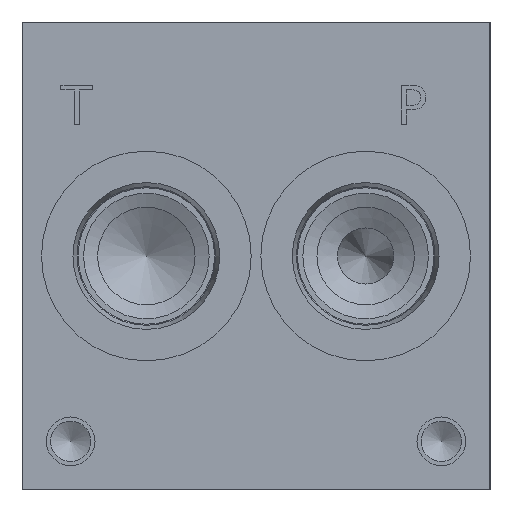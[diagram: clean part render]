
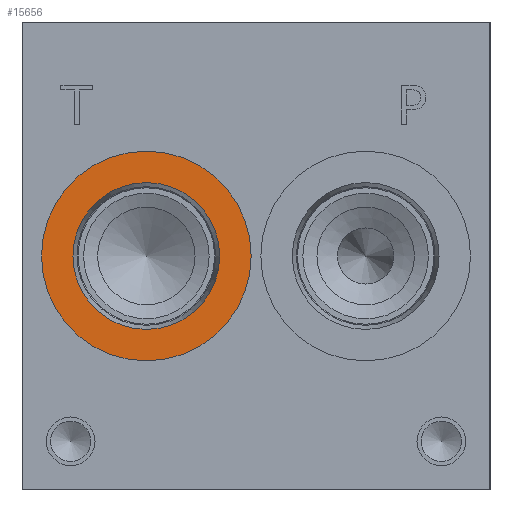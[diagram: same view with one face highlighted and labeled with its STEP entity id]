
A CAD part, left-side view. The second image highlights one B-rep face of the part: STEP entity #15656.
In plain terms, the highlighted planar face has unit normal (-1, 0, 0).
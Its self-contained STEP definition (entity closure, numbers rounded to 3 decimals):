
#327=CIRCLE('',#16420,17.069);
#328=CIRCLE('',#16421,17.069);
#329=CIRCLE('',#16423,11.951);
#330=CIRCLE('',#16424,11.951);
#788=FACE_BOUND('',#2875,.T.);
#1965=FACE_OUTER_BOUND('',#2874,.T.);
#2874=EDGE_LOOP('',(#12900,#12901));
#2875=EDGE_LOOP('',(#12902,#12903));
#7064=VERTEX_POINT('',#26209);
#7065=VERTEX_POINT('',#26211);
#7066=VERTEX_POINT('',#26215);
#7067=VERTEX_POINT('',#26216);
#9121=EDGE_CURVE('',#7064,#7065,#327,.T.);
#9122=EDGE_CURVE('',#7065,#7064,#328,.T.);
#9123=EDGE_CURVE('',#7066,#7067,#329,.T.);
#9124=EDGE_CURVE('',#7067,#7066,#330,.T.);
#12900=ORIENTED_EDGE('',*,*,#9122,.F.);
#12901=ORIENTED_EDGE('',*,*,#9121,.F.);
#12902=ORIENTED_EDGE('',*,*,#9123,.T.);
#12903=ORIENTED_EDGE('',*,*,#9124,.T.);
#14485=PLANE('',#16422);
#15656=ADVANCED_FACE('',(#1965,#788),#14485,.F.);
#16420=AXIS2_PLACEMENT_3D('',#26212,#19269,#19270);
#16421=AXIS2_PLACEMENT_3D('',#26213,#19271,#19272);
#16422=AXIS2_PLACEMENT_3D('',#26214,#19273,#19274);
#16423=AXIS2_PLACEMENT_3D('',#26217,#19275,#19276);
#16424=AXIS2_PLACEMENT_3D('',#26218,#19277,#19278);
#19269=DIRECTION('center_axis',(1.,0.,0.));
#19270=DIRECTION('ref_axis',(0.,0.,-1.));
#19271=DIRECTION('center_axis',(1.,0.,0.));
#19272=DIRECTION('ref_axis',(0.,0.,-1.));
#19273=DIRECTION('center_axis',(1.,0.,0.));
#19274=DIRECTION('ref_axis',(0.,0.,-1.));
#19275=DIRECTION('center_axis',(1.,0.,0.));
#19276=DIRECTION('ref_axis',(0.,0.,-1.));
#19277=DIRECTION('center_axis',(1.,0.,0.));
#19278=DIRECTION('ref_axis',(0.,0.,-1.));
#26209=CARTESIAN_POINT('',(0.787,55.956,21.031));
#26211=CARTESIAN_POINT('',(0.787,55.956,55.169));
#26212=CARTESIAN_POINT('Origin',(0.787,55.956,38.1));
#26213=CARTESIAN_POINT('Origin',(0.787,55.956,38.1));
#26214=CARTESIAN_POINT('Origin',(0.787,55.956,50.051));
#26215=CARTESIAN_POINT('',(0.787,55.956,50.051));
#26216=CARTESIAN_POINT('',(0.787,55.956,26.149));
#26217=CARTESIAN_POINT('Origin',(0.787,55.956,38.1));
#26218=CARTESIAN_POINT('Origin',(0.787,55.956,38.1));
